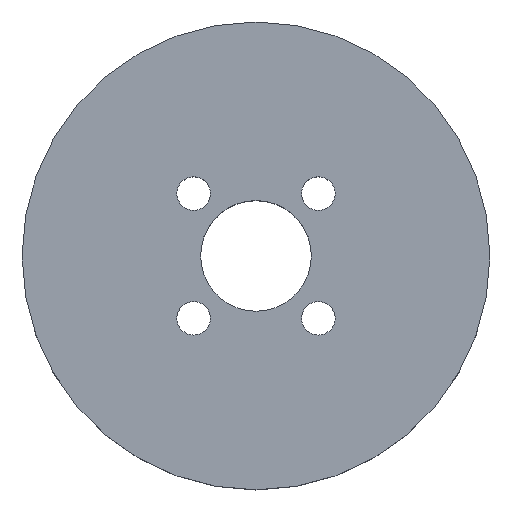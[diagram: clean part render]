
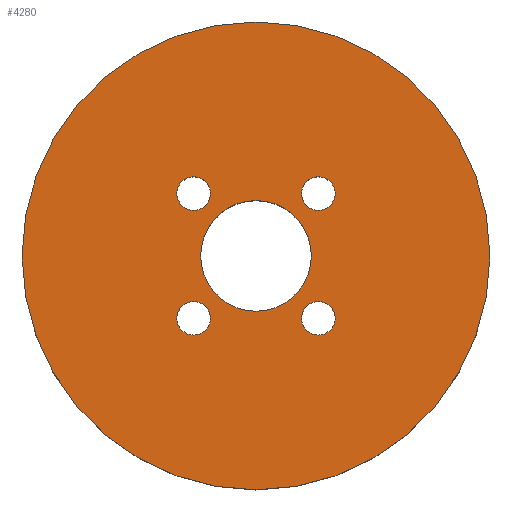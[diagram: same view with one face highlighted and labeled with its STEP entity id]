
A CAD part, top view. The second image highlights one B-rep face of the part: STEP entity #4280.
In plain terms, the highlighted planar face has unit normal (0, 0, 1).
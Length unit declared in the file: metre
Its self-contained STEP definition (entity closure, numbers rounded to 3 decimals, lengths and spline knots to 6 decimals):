
#15=PLANE('',#4957);
#1535=ORIENTED_EDGE('',*,*,#2429,.F.);
#1536=ORIENTED_EDGE('',*,*,#2430,.F.);
#1537=ORIENTED_EDGE('',*,*,#2431,.F.);
#1538=ORIENTED_EDGE('',*,*,#2432,.F.);
#1539=ORIENTED_EDGE('',*,*,#2433,.F.);
#1540=ORIENTED_EDGE('',*,*,#2428,.T.);
#2428=EDGE_CURVE('',#2876,#2876,#3324,.T.);
#2429=EDGE_CURVE('',#2877,#2877,#3325,.T.);
#2430=EDGE_CURVE('',#2878,#2878,#3326,.T.);
#2431=EDGE_CURVE('',#2879,#2879,#3327,.T.);
#2432=EDGE_CURVE('',#2880,#2880,#3328,.T.);
#2433=EDGE_CURVE('',#2881,#2881,#3329,.T.);
#2876=VERTEX_POINT('',#7857);
#2877=VERTEX_POINT('',#7860);
#2878=VERTEX_POINT('',#7862);
#2879=VERTEX_POINT('',#7864);
#2880=VERTEX_POINT('',#7866);
#2881=VERTEX_POINT('',#7868);
#3324=CIRCLE('',#4956,0.030004);
#3325=CIRCLE('',#4958,0.0071);
#3326=CIRCLE('',#4959,0.00215);
#3327=CIRCLE('',#4960,0.00215);
#3328=CIRCLE('',#4961,0.00215);
#3329=CIRCLE('',#4962,0.00215);
#3560=EDGE_LOOP('',(#1535));
#3561=EDGE_LOOP('',(#1536));
#3562=EDGE_LOOP('',(#1537));
#3563=EDGE_LOOP('',(#1538));
#3564=EDGE_LOOP('',(#1539));
#3565=EDGE_LOOP('',(#1540));
#3810=FACE_BOUND('',#3560,.T.);
#3811=FACE_BOUND('',#3561,.T.);
#3812=FACE_BOUND('',#3562,.T.);
#3813=FACE_BOUND('',#3563,.T.);
#3814=FACE_BOUND('',#3564,.T.);
#3815=FACE_BOUND('',#3565,.T.);
#4280=ADVANCED_FACE('',(#3810,#3811,#3812,#3813,#3814,#3815),#15,.T.);
#4956=AXIS2_PLACEMENT_3D('',#7856,#6504,#6505);
#4957=AXIS2_PLACEMENT_3D('',#7858,#6506,#6507);
#4958=AXIS2_PLACEMENT_3D('',#7859,#6508,#6509);
#4959=AXIS2_PLACEMENT_3D('',#7861,#6510,#6511);
#4960=AXIS2_PLACEMENT_3D('',#7863,#6512,#6513);
#4961=AXIS2_PLACEMENT_3D('',#7865,#6514,#6515);
#4962=AXIS2_PLACEMENT_3D('',#7867,#6516,#6517);
#6504=DIRECTION('',(0.,0.,1.));
#6505=DIRECTION('',(1.,0.,0.));
#6506=DIRECTION('',(0.,0.,1.));
#6507=DIRECTION('',(1.,0.,0.));
#6508=DIRECTION('',(0.,0.,1.));
#6509=DIRECTION('',(1.,0.,0.));
#6510=DIRECTION('',(0.,0.,1.));
#6511=DIRECTION('',(1.,0.,0.));
#6512=DIRECTION('',(0.,0.,1.));
#6513=DIRECTION('',(1.,0.,0.));
#6514=DIRECTION('',(0.,0.,1.));
#6515=DIRECTION('',(1.,0.,0.));
#6516=DIRECTION('',(0.,0.,1.));
#6517=DIRECTION('',(1.,0.,0.));
#7856=CARTESIAN_POINT('',(0.,0.,0.0055));
#7857=CARTESIAN_POINT('',(0.030004,0.,0.0055));
#7858=CARTESIAN_POINT('',(0.,0.,0.0055));
#7859=CARTESIAN_POINT('',(0.,0.,0.0055));
#7860=CARTESIAN_POINT('',(0.0071,0.,0.0055));
#7861=CARTESIAN_POINT('',(-0.008,0.008,0.0055));
#7862=CARTESIAN_POINT('',(-0.00585,0.008,0.0055));
#7863=CARTESIAN_POINT('',(0.008,-0.008,0.0055));
#7864=CARTESIAN_POINT('',(0.01015,-0.008,0.0055));
#7865=CARTESIAN_POINT('',(-0.008,-0.008,0.0055));
#7866=CARTESIAN_POINT('',(-0.00585,-0.008,0.0055));
#7867=CARTESIAN_POINT('',(0.008,0.008,0.0055));
#7868=CARTESIAN_POINT('',(0.01015,0.008,0.0055));
